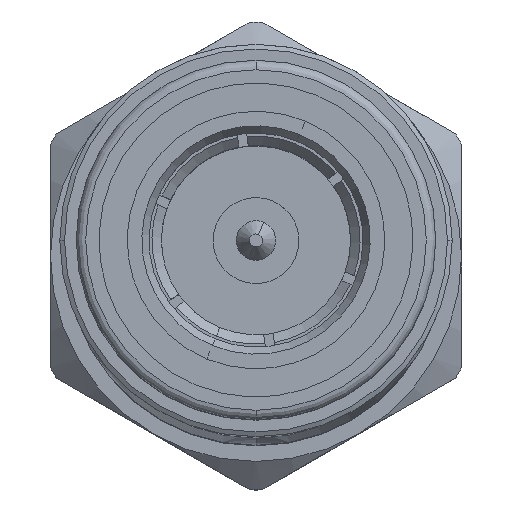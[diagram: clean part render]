
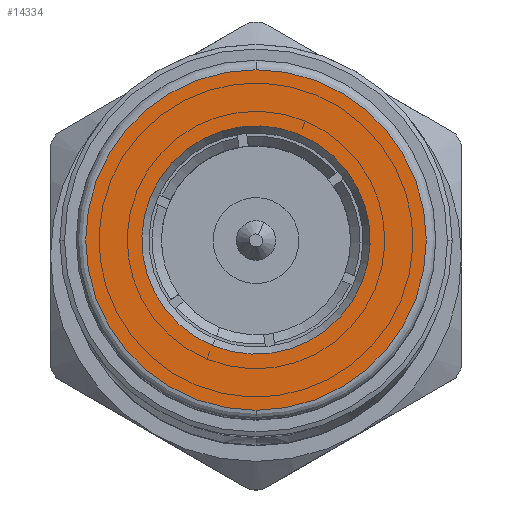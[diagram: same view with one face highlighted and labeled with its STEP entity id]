
A CAD part, top view. The second image highlights one B-rep face of the part: STEP entity #14334.
In plain terms, the highlighted face is planar.
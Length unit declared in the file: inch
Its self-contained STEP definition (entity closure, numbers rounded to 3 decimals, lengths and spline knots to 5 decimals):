
#665 = VERTEX_POINT ( 'NONE', #680 ) ;
#680 = CARTESIAN_POINT ( 'NONE',  ( 0., -0.11116, -0.04593 ) ) ;
#827 = DIRECTION ( 'NONE',  ( 0., -1., 0. ) ) ;
#1007 = PLANE ( 'NONE',  #10859 ) ;
#2273 = DIRECTION ( 'NONE',  ( 0., 0.924, 0.382 ) ) ;
#2357 = DIRECTION ( 'NONE',  ( 1., 0., 0. ) ) ;
#2524 = ORIENTED_EDGE ( 'NONE', *, *, #15970, .T. ) ;
#3326 = AXIS2_PLACEMENT_3D ( 'NONE', #8497, #16864, #18840 ) ;
#3338 = CARTESIAN_POINT ( 'NONE',  ( 0., 0.1794, 0. ) ) ;
#4265 = EDGE_CURVE ( 'NONE', #665, #16622, #23410, .T. ) ;
#5265 = CARTESIAN_POINT ( 'NONE',  ( 0., 0., 0. ) ) ;
#6285 = EDGE_LOOP ( 'NONE', ( #2524, #7213 ) ) ;
#6668 = CIRCLE ( 'NONE', #10807, 0.12028 ) ;
#7213 = ORIENTED_EDGE ( 'NONE', *, *, #11902, .T. ) ;
#8497 = CARTESIAN_POINT ( 'NONE',  ( 0., 0., 0. ) ) ;
#10540 = CIRCLE ( 'NONE', #3326, 0.1794 ) ;
#10807 = AXIS2_PLACEMENT_3D ( 'NONE', #5265, #13704, #11388 ) ;
#10859 = AXIS2_PLACEMENT_3D ( 'NONE', #17377, #10983, #827 ) ;
#10983 = DIRECTION ( 'NONE',  ( -1., 0., 0. ) ) ;
#11388 = DIRECTION ( 'NONE',  ( 0., 0.924, 0.382 ) ) ;
#11642 = CARTESIAN_POINT ( 'NONE',  ( 0., 0.11116, 0.04593 ) ) ;
#11902 = EDGE_CURVE ( 'NONE', #15504, #23512, #12871, .T. ) ;
#12509 = CARTESIAN_POINT ( 'NONE',  ( 0., 0., 0. ) ) ;
#12871 = CIRCLE ( 'NONE', #22827, 0.1794 ) ;
#13704 = DIRECTION ( 'NONE',  ( 1., 0., 0. ) ) ;
#13733 = CARTESIAN_POINT ( 'NONE',  ( 0., -0.1794, 0. ) ) ;
#14334 = ADVANCED_FACE ( 'NONE', ( #14459, #25697 ), #1007, .T. ) ;
#14459 = FACE_OUTER_BOUND ( 'NONE', #6285, .T. ) ;
#15504 = VERTEX_POINT ( 'NONE', #3338 ) ;
#15970 = EDGE_CURVE ( 'NONE', #23512, #15504, #10540, .T. ) ;
#16422 = DIRECTION ( 'NONE',  ( -1., 0., 0. ) ) ;
#16622 = VERTEX_POINT ( 'NONE', #11642 ) ;
#16864 = DIRECTION ( 'NONE',  ( -1., 0., 0. ) ) ;
#17134 = DIRECTION ( 'NONE',  ( 0., -1., 0. ) ) ;
#17377 = CARTESIAN_POINT ( 'NONE',  ( 0., 0., 0. ) ) ;
#18077 = AXIS2_PLACEMENT_3D ( 'NONE', #12509, #2357, #2273 ) ;
#18402 = ORIENTED_EDGE ( 'NONE', *, *, #4265, .T. ) ;
#18840 = DIRECTION ( 'NONE',  ( 0., -1., 0. ) ) ;
#22401 = EDGE_CURVE ( 'NONE', #16622, #665, #6668, .T. ) ;
#22827 = AXIS2_PLACEMENT_3D ( 'NONE', #24575, #16422, #17134 ) ;
#23410 = CIRCLE ( 'NONE', #18077, 0.12028 ) ;
#23512 = VERTEX_POINT ( 'NONE', #13733 ) ;
#24455 = EDGE_LOOP ( 'NONE', ( #18402, #24620 ) ) ;
#24575 = CARTESIAN_POINT ( 'NONE',  ( 0., 0., 0. ) ) ;
#24620 = ORIENTED_EDGE ( 'NONE', *, *, #22401, .T. ) ;
#25697 = FACE_BOUND ( 'NONE', #24455, .T. ) ;
